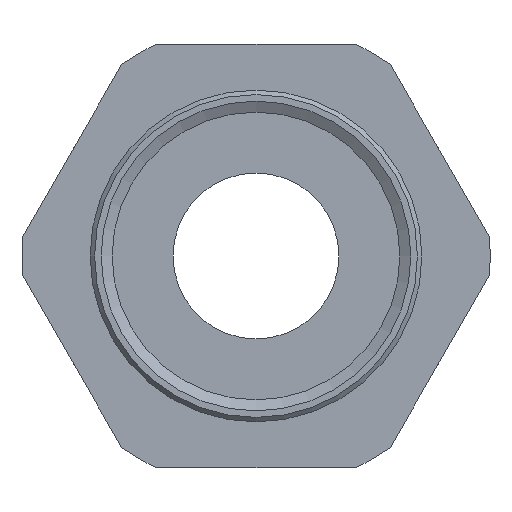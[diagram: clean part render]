
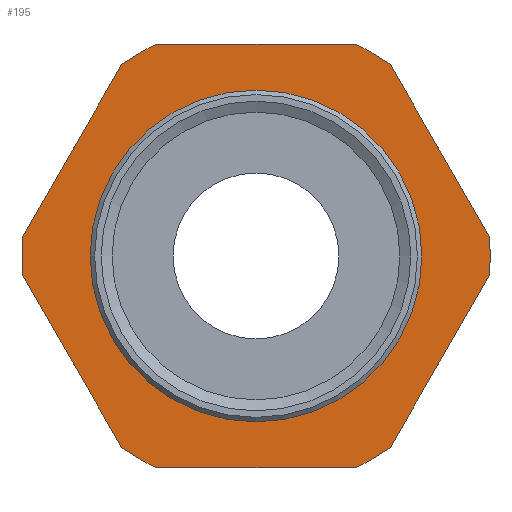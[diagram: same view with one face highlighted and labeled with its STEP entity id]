
A CAD part, left-side view. The second image highlights one B-rep face of the part: STEP entity #195.
In plain terms, the highlighted planar face has unit normal (-1, 0, 0).
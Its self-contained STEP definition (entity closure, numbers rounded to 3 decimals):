
#195 = ADVANCED_FACE( '', ( #450, #451 ), #452, .F. );
#450 = FACE_OUTER_BOUND( '', #770, .T. );
#451 = FACE_BOUND( '', #771, .T. );
#452 = PLANE( '', #772 );
#770 = EDGE_LOOP( '', ( #1249, #1250, #1251, #1252, #1253, #1254, #1255, #1256, #1257, #1258, #1259, #1260 ) );
#771 = EDGE_LOOP( '', ( #1261 ) );
#772 = AXIS2_PLACEMENT_3D( '', #1262, #1263, #1264 );
#1249 = ORIENTED_EDGE( '', *, *, #1876, .F. );
#1250 = ORIENTED_EDGE( '', *, *, #1785, .F. );
#1251 = ORIENTED_EDGE( '', *, *, #1831, .F. );
#1252 = ORIENTED_EDGE( '', *, *, #1877, .F. );
#1253 = ORIENTED_EDGE( '', *, *, #1834, .F. );
#1254 = ORIENTED_EDGE( '', *, *, #1878, .F. );
#1255 = ORIENTED_EDGE( '', *, *, #1879, .F. );
#1256 = ORIENTED_EDGE( '', *, *, #1880, .F. );
#1257 = ORIENTED_EDGE( '', *, *, #1881, .F. );
#1258 = ORIENTED_EDGE( '', *, *, #1882, .F. );
#1259 = ORIENTED_EDGE( '', *, *, #1883, .F. );
#1260 = ORIENTED_EDGE( '', *, *, #1738, .F. );
#1261 = ORIENTED_EDGE( '', *, *, #1884, .T. );
#1262 = CARTESIAN_POINT( '', ( 20., 42.5, 0. ) );
#1263 = DIRECTION( '', ( 1., 0., 0. ) );
#1264 = DIRECTION( '', ( 0., 0., -1. ) );
#1738 = EDGE_CURVE( '', #2042, #2043, #2044, .T. );
#1785 = EDGE_CURVE( '', #2123, #2124, #2125, .T. );
#1831 = EDGE_CURVE( '', #2198, #2123, #2199, .T. );
#1834 = EDGE_CURVE( '', #2202, #2203, #2204, .T. );
#1876 = EDGE_CURVE( '', #2124, #2042, #2269, .T. );
#1877 = EDGE_CURVE( '', #2203, #2198, #2270, .T. );
#1878 = EDGE_CURVE( '', #2271, #2202, #2272, .T. );
#1879 = EDGE_CURVE( '', #2273, #2271, #2274, .T. );
#1880 = EDGE_CURVE( '', #2275, #2273, #2276, .T. );
#1881 = EDGE_CURVE( '', #2277, #2275, #2278, .T. );
#1882 = EDGE_CURVE( '', #2279, #2277, #2280, .T. );
#1883 = EDGE_CURVE( '', #2043, #2279, #2281, .T. );
#1884 = EDGE_CURVE( '', #2282, #2282, #2283, .T. );
#2042 = VERTEX_POINT( '', #2481 );
#2043 = VERTEX_POINT( '', #2482 );
#2044 = LINE( '', #2483, #2484 );
#2123 = VERTEX_POINT( '', #2617 );
#2124 = VERTEX_POINT( '', #2618 );
#2125 = LINE( '', #2619, #2620 );
#2198 = VERTEX_POINT( '', #2735 );
#2199 = CIRCLE( '', #2736, 63.5 );
#2202 = VERTEX_POINT( '', #2740 );
#2203 = VERTEX_POINT( '', #2741 );
#2204 = CIRCLE( '', #2742, 63.5 );
#2269 = CIRCLE( '', #2837, 63.5 );
#2270 = LINE( '', #2838, #2839 );
#2271 = VERTEX_POINT( '', #2840 );
#2272 = LINE( '', #2841, #2842 );
#2273 = VERTEX_POINT( '', #2843 );
#2274 = CIRCLE( '', #2844, 63.5 );
#2275 = VERTEX_POINT( '', #2845 );
#2276 = LINE( '', #2846, #2847 );
#2277 = VERTEX_POINT( '', #2848 );
#2278 = CIRCLE( '', #2849, 63.5 );
#2279 = VERTEX_POINT( '', #2850 );
#2280 = LINE( '', #2851, #2852 );
#2281 = CIRCLE( '', #2853, 63.5 );
#2282 = VERTEX_POINT( '', #2854 );
#2283 = CIRCLE( '', #2855, 42.673 );
#2481 = CARTESIAN_POINT( '', ( 20., 63.269, 5.415 ) );
#2482 = CARTESIAN_POINT( '', ( 20., 36.324, 52.085 ) );
#2483 = CARTESIAN_POINT( '', ( 20., 66.395, 0. ) );
#2484 = VECTOR( '', #3113, 1000. );
#2617 = CARTESIAN_POINT( '', ( 20., 36.324, -52.085 ) );
#2618 = CARTESIAN_POINT( '', ( 20., 63.269, -5.415 ) );
#2619 = CARTESIAN_POINT( '', ( 20., 33.198, -57.5 ) );
#2620 = VECTOR( '', #3164, 1000. );
#2735 = CARTESIAN_POINT( '', ( 20., 26.944, -57.5 ) );
#2736 = AXIS2_PLACEMENT_3D( '', #3219, #3220, #3221 );
#2740 = CARTESIAN_POINT( '', ( 20., -36.324, -52.085 ) );
#2741 = CARTESIAN_POINT( '', ( 20., -26.944, -57.5 ) );
#2742 = AXIS2_PLACEMENT_3D( '', #3223, #3224, #3225 );
#2837 = AXIS2_PLACEMENT_3D( '', #3271, #3272, #3273 );
#2838 = CARTESIAN_POINT( '', ( 20., -33.198, -57.5 ) );
#2839 = VECTOR( '', #3274, 1000. );
#2840 = CARTESIAN_POINT( '', ( 20., -63.269, -5.415 ) );
#2841 = CARTESIAN_POINT( '', ( 20., -66.395, 0. ) );
#2842 = VECTOR( '', #3275, 1000. );
#2843 = CARTESIAN_POINT( '', ( 20., -63.269, 5.415 ) );
#2844 = AXIS2_PLACEMENT_3D( '', #3276, #3277, #3278 );
#2845 = CARTESIAN_POINT( '', ( 20., -36.324, 52.085 ) );
#2846 = CARTESIAN_POINT( '', ( 20., -33.198, 57.5 ) );
#2847 = VECTOR( '', #3279, 1000. );
#2848 = CARTESIAN_POINT( '', ( 20., -26.944, 57.5 ) );
#2849 = AXIS2_PLACEMENT_3D( '', #3280, #3281, #3282 );
#2850 = CARTESIAN_POINT( '', ( 20., 26.944, 57.5 ) );
#2851 = CARTESIAN_POINT( '', ( 20., 33.198, 57.5 ) );
#2852 = VECTOR( '', #3283, 1000. );
#2853 = AXIS2_PLACEMENT_3D( '', #3284, #3285, #3286 );
#2854 = CARTESIAN_POINT( '', ( 20., 0., -42.673 ) );
#2855 = AXIS2_PLACEMENT_3D( '', #3287, #3288, #3289 );
#3113 = DIRECTION( '', ( 0., -0.5, 0.866 ) );
#3164 = DIRECTION( '', ( 0., 0.5, 0.866 ) );
#3219 = CARTESIAN_POINT( '', ( 20., 0., 0. ) );
#3220 = DIRECTION( '', ( 1., 0., 0. ) );
#3221 = DIRECTION( '', ( 0., 0., -1. ) );
#3223 = CARTESIAN_POINT( '', ( 20., 0., 0. ) );
#3224 = DIRECTION( '', ( 1., 0., 0. ) );
#3225 = DIRECTION( '', ( 0., 0., -1. ) );
#3271 = CARTESIAN_POINT( '', ( 20., 0., 0. ) );
#3272 = DIRECTION( '', ( 1., 0., 0. ) );
#3273 = DIRECTION( '', ( 0., 0., -1. ) );
#3274 = DIRECTION( '', ( 0., 1., 0. ) );
#3275 = DIRECTION( '', ( 0., 0.5, -0.866 ) );
#3276 = CARTESIAN_POINT( '', ( 20., 0., 0. ) );
#3277 = DIRECTION( '', ( 1., 0., 0. ) );
#3278 = DIRECTION( '', ( 0., 0., -1. ) );
#3279 = DIRECTION( '', ( 0., -0.5, -0.866 ) );
#3280 = CARTESIAN_POINT( '', ( 20., 0., 0. ) );
#3281 = DIRECTION( '', ( 1., 0., 0. ) );
#3282 = DIRECTION( '', ( 0., 0., -1. ) );
#3283 = DIRECTION( '', ( 0., -1., 0. ) );
#3284 = CARTESIAN_POINT( '', ( 20., 0., 0. ) );
#3285 = DIRECTION( '', ( 1., 0., 0. ) );
#3286 = DIRECTION( '', ( 0., 0., -1. ) );
#3287 = CARTESIAN_POINT( '', ( 20., 0., 0. ) );
#3288 = DIRECTION( '', ( 1., 0., 0. ) );
#3289 = DIRECTION( '', ( 0., 0., -1. ) );
